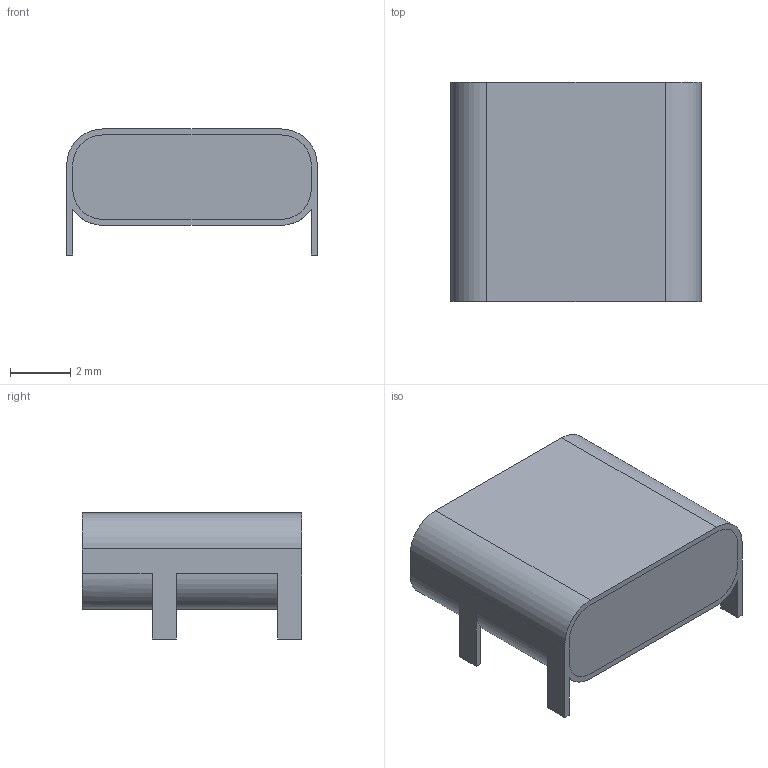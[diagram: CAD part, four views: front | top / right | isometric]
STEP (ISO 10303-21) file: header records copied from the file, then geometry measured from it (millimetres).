
FILE_DESCRIPTION(/* description */ ('STEP AP214'),/* implementation_level */ '2;1');
FILE_NAME(/* name */ '60303003d2df931588e494ff',/* time_stamp */ '2021-02-19T21:39:16+00:00',/* author */ (''),/* organization */ (''),/* preprocessor_version */ 'ST-DEVELOPER v18.1',/* originating_system */ ' ',/* authorisation */ ' ');
FILE_SCHEMA (('AUTOMOTIVE_DESIGN {1 0 10303 214 3 1 1}'));
Length unit declared in the file: metre
Products named in the file (2): Part 2; Part 1
Bounding box: 8.35 x 7.3 x 4.2 mm (x, y, z)
Volume: 65.1 mm3; surface area: 461.6 mm2
Topology: 2 solids, 2 shells, 47 faces, 126 edges, 84 vertices
Faces by surface type: plane 35, cylinder 12
Entity records: 1530 total; most frequent: CARTESIAN_POINT 259, DIRECTION 254, ORIENTED_EDGE 252, EDGE_CURVE 126, LINE 96, VECTOR 96, VERTEX_POINT 84, AXIS2_PLACEMENT_3D 79
